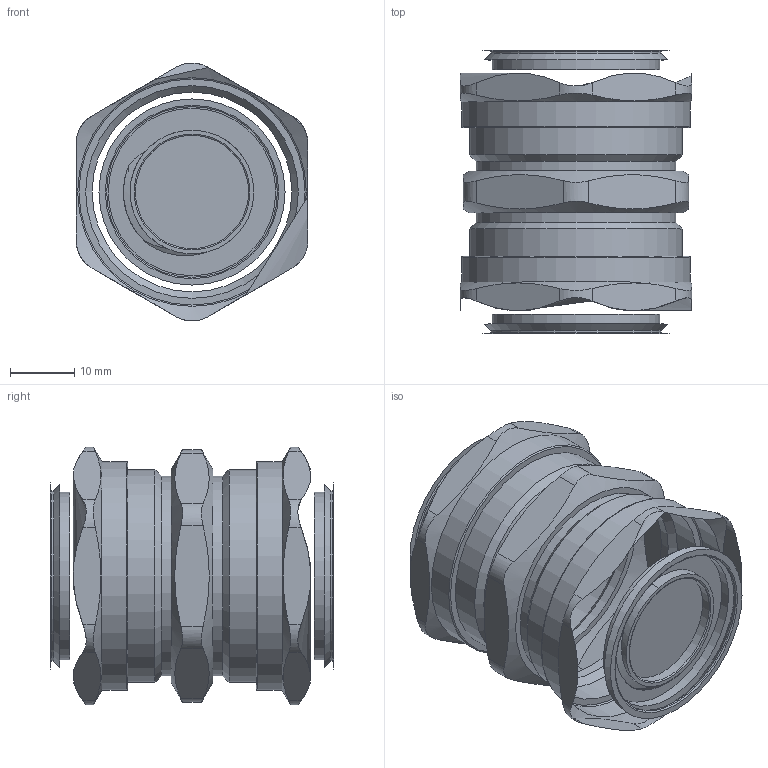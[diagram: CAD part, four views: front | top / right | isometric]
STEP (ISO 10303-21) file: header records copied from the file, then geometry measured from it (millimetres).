
FILE_DESCRIPTION(/* description */ (''),/* implementation_level */ '2;1');
FILE_NAME(/* name */ '',/* time_stamp */ '2025-06-26T16:48:56+07:00',/* author */ ('zeta-72'),/* organization */ (''),/* preprocessor_version */ 'ST-DEVELOPER v19.2',/* originating_system */ 'Autodesk Inventor 2024',/* authorisation */ '');
FILE_SCHEMA (('AUTOMOTIVE_DESIGN { 1 0 10303 214 3 1 1 }'));
Length unit declared in the file: millimetre
Products named in the file (1): ЗЭТА.045.518.000 СБ_Упростить_
1
Bounding box: 36 x 44 x 40.02 mm (x, y, z)
Volume: 38058.7 mm3; surface area: 8546.7 mm2
Topology: 1 solids, 1 shells, 90 faces, 220 edges, 144 vertices
Faces by surface type: cylinder 36, plane 32, cone 12, torus 6, bspline 4
Full cylindrical faces by diameter (mm): 17.6 x2, 26 x2, 26.5 x2, 31 x2, 33 x2, 35.5 x2
Entity records: 3422 total; most frequent: CARTESIAN_POINT 1313, ORIENTED_EDGE 440, DIRECTION 366, EDGE_CURVE 220, AXIS2_PLACEMENT_3D 153, VERTEX_POINT 144, EDGE_LOOP 102, FACE_OUTER_BOUND 90
